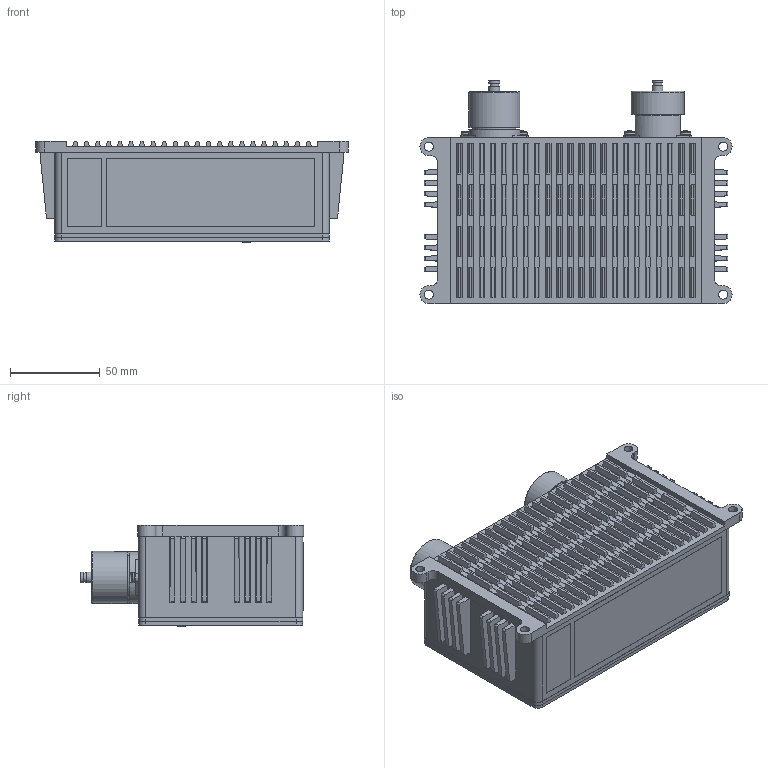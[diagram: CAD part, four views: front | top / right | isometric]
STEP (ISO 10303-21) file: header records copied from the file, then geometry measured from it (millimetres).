
FILE_DESCRIPTION (( 'STEP AP214' ), '1' );
FILE_NAME ('PSX.STEP', '2018-07-19T21:16:50', ( '' ), ( '' ), 'SwSTEP 2.0', 'SolidWorks 2017', '' );
FILE_SCHEMA (( 'AUTOMOTIVE_DESIGN' ));
Length unit declared in the file: inch
Products named in the file (1): PSX
Bounding box: 174 x 124.41 x 56.31 mm (x, y, z)
Volume: 262804.5 mm3; surface area: 172914.3 mm2
Topology: 21 solids, 21 shells, 1198 faces, 3335 edges, 2269 vertices
Faces by surface type: plane 768, cylinder 270, cone 64, bspline 56, torus 31, sphere 9
Full cylindrical faces by diameter (mm): 0.772 x2, 1.5 x11, 2 x9, 2.5 x4, 3 x14, 3.2 x6, 3.5 x4, 4 x4, 4.772 x2, 5 x5, 5.6 x6, 6 x4, 7.387 x1, 13.7 x1, 17 x1, 17.6 x1, 19 x1, 19.5 x1, 21 x1, 21.5 x1, 22 x2, 22.132 x1, 24.132 x1, 24.5 x1, 25.5 x1, 28.5 x1, 29.5 x1
Entity records: 59402 total; most frequent: CARTESIAN_POINT 14418, ORIENTED_EDGE 6246, DIRECTION 5364, EDGE_CURVE 3123, VERTEX_POINT 2218, VECTOR 2184, LINE 2184, AXIS2_PLACEMENT_3D 1590
